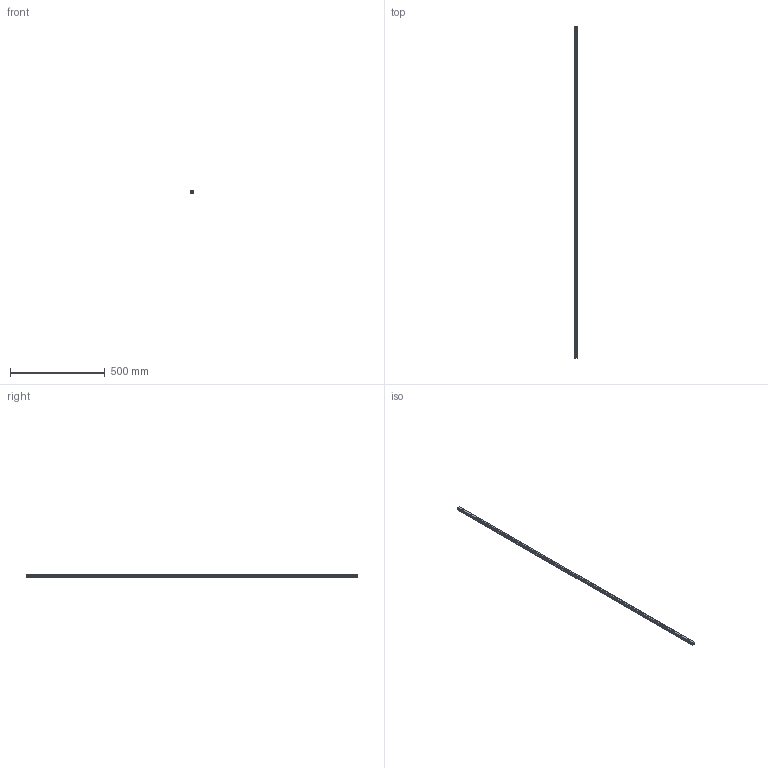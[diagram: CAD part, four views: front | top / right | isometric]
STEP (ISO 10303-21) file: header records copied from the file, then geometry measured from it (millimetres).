
FILE_DESCRIPTION(('STEP AP214'),'1');
FILE_NAME('cctmp_3640424D-990F-43E5-B508-311EBDF8AE4C_2020_5_13_8_37_22_363..stp','2020-05-13T06:37:22',('HIWIN GmbH'),('CADClick - www.CADClick.com'),'Spatial InterOp 3D',' ','unknown authorization');
FILE_SCHEMA(('AUTOMOTIVE_DESIGN'));
Length unit declared in the file: millimetre
Products named in the file (1): HGR15R1750H_FILE
Bounding box: 15 x 1750 x 15 mm (x, y, z)
Volume: 321592.4 mm3; surface area: 116608.4 mm2
Topology: 1 solids, 1 shells, 376 faces, 849 edges, 566 vertices
Faces by surface type: cylinder 200, plane 176
Entity records: 13705 total; most frequent: DIRECTION 2003, CARTESIAN_POINT 1792, ORIENTED_EDGE 1698, EDGE_CURVE 849, AXIS2_PLACEMENT_3D 777, VERTEX_POINT 566, EDGE_LOOP 467, LINE 449
